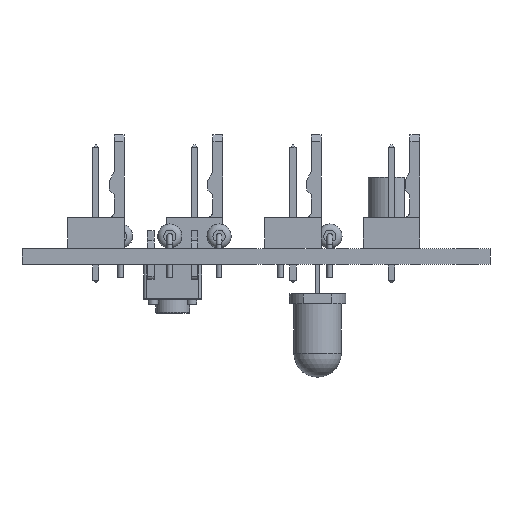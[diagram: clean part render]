
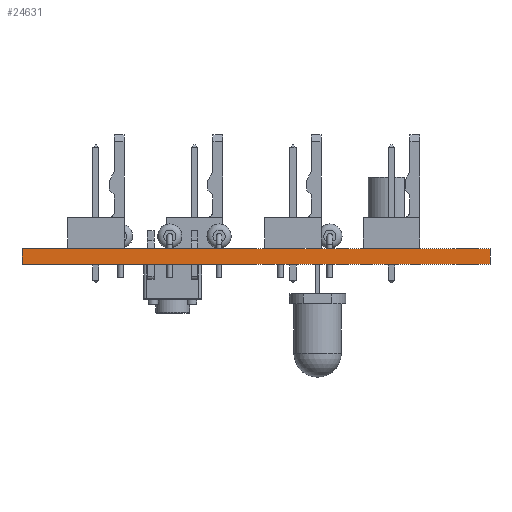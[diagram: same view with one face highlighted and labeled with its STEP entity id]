
A CAD part, left-side view. The second image highlights one B-rep face of the part: STEP entity #24631.
In plain terms, the highlighted planar face has unit normal (-1, 0, 0).
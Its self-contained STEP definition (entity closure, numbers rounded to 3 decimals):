
#24515 = EDGE_CURVE('',#24516,#24518,#24520,.T.);
#24516 = VERTEX_POINT('',#24517);
#24517 = CARTESIAN_POINT('',(152.4,-74.93,0.));
#24518 = VERTEX_POINT('',#24519);
#24519 = CARTESIAN_POINT('',(152.4,-74.93,1.6));
#24520 = SURFACE_CURVE('',#24521,(#24525,#24537),.PCURVE_S1.);
#24521 = LINE('',#24522,#24523);
#24522 = CARTESIAN_POINT('',(152.4,-74.93,0.));
#24523 = VECTOR('',#24524,1.);
#24524 = DIRECTION('',(0.,0.,1.));
#24525 = PCURVE('',#24526,#24531);
#24526 = PLANE('',#24527);
#24527 = AXIS2_PLACEMENT_3D('',#24528,#24529,#24530);
#24528 = CARTESIAN_POINT('',(152.4,-74.93,0.));
#24529 = DIRECTION('',(0.,1.,0.));
#24530 = DIRECTION('',(1.,0.,0.));
#24531 = DEFINITIONAL_REPRESENTATION('',(#24532),#24536);
#24532 = LINE('',#24533,#24534);
#24533 = CARTESIAN_POINT('',(0.,0.));
#24534 = VECTOR('',#24535,1.);
#24535 = DIRECTION('',(0.,-1.));
#24536 = ( GEOMETRIC_REPRESENTATION_CONTEXT(2) 
PARAMETRIC_REPRESENTATION_CONTEXT() REPRESENTATION_CONTEXT('2D SPACE',''
  ) );
#24537 = PCURVE('',#24538,#24543);
#24538 = PLANE('',#24539);
#24539 = AXIS2_PLACEMENT_3D('',#24540,#24541,#24542);
#24540 = CARTESIAN_POINT('',(152.4,-123.19,0.));
#24541 = DIRECTION('',(-1.,0.,0.));
#24542 = DIRECTION('',(0.,1.,0.));
#24543 = DEFINITIONAL_REPRESENTATION('',(#24544),#24548);
#24544 = LINE('',#24545,#24546);
#24545 = CARTESIAN_POINT('',(48.26,0.));
#24546 = VECTOR('',#24547,1.);
#24547 = DIRECTION('',(0.,-1.));
#24548 = ( GEOMETRIC_REPRESENTATION_CONTEXT(2) 
PARAMETRIC_REPRESENTATION_CONTEXT() REPRESENTATION_CONTEXT('2D SPACE',''
  ) );
#24566 = PLANE('',#24567);
#24567 = AXIS2_PLACEMENT_3D('',#24568,#24569,#24570);
#24568 = CARTESIAN_POINT('',(176.53,-99.06,1.6));
#24569 = DIRECTION('',(-0.,-0.,-1.));
#24570 = DIRECTION('',(-1.,0.,0.));
#24620 = PLANE('',#24621);
#24621 = AXIS2_PLACEMENT_3D('',#24622,#24623,#24624);
#24622 = CARTESIAN_POINT('',(176.53,-99.06,0.));
#24623 = DIRECTION('',(-0.,-0.,-1.));
#24624 = DIRECTION('',(-1.,0.,0.));
#24631 = ADVANCED_FACE('',(#24632),#24538,.T.);
#24632 = FACE_BOUND('',#24633,.T.);
#24633 = EDGE_LOOP('',(#24634,#24664,#24685,#24686));
#24634 = ORIENTED_EDGE('',*,*,#24635,.T.);
#24635 = EDGE_CURVE('',#24636,#24638,#24640,.T.);
#24636 = VERTEX_POINT('',#24637);
#24637 = CARTESIAN_POINT('',(152.4,-123.19,0.));
#24638 = VERTEX_POINT('',#24639);
#24639 = CARTESIAN_POINT('',(152.4,-123.19,1.6));
#24640 = SURFACE_CURVE('',#24641,(#24645,#24652),.PCURVE_S1.);
#24641 = LINE('',#24642,#24643);
#24642 = CARTESIAN_POINT('',(152.4,-123.19,0.));
#24643 = VECTOR('',#24644,1.);
#24644 = DIRECTION('',(0.,0.,1.));
#24645 = PCURVE('',#24538,#24646);
#24646 = DEFINITIONAL_REPRESENTATION('',(#24647),#24651);
#24647 = LINE('',#24648,#24649);
#24648 = CARTESIAN_POINT('',(0.,0.));
#24649 = VECTOR('',#24650,1.);
#24650 = DIRECTION('',(0.,-1.));
#24651 = ( GEOMETRIC_REPRESENTATION_CONTEXT(2) 
PARAMETRIC_REPRESENTATION_CONTEXT() REPRESENTATION_CONTEXT('2D SPACE',''
  ) );
#24652 = PCURVE('',#24653,#24658);
#24653 = PLANE('',#24654);
#24654 = AXIS2_PLACEMENT_3D('',#24655,#24656,#24657);
#24655 = CARTESIAN_POINT('',(200.66,-123.19,0.));
#24656 = DIRECTION('',(0.,-1.,0.));
#24657 = DIRECTION('',(-1.,0.,0.));
#24658 = DEFINITIONAL_REPRESENTATION('',(#24659),#24663);
#24659 = LINE('',#24660,#24661);
#24660 = CARTESIAN_POINT('',(48.26,0.));
#24661 = VECTOR('',#24662,1.);
#24662 = DIRECTION('',(0.,-1.));
#24663 = ( GEOMETRIC_REPRESENTATION_CONTEXT(2) 
PARAMETRIC_REPRESENTATION_CONTEXT() REPRESENTATION_CONTEXT('2D SPACE',''
  ) );
#24664 = ORIENTED_EDGE('',*,*,#24665,.T.);
#24665 = EDGE_CURVE('',#24638,#24518,#24666,.T.);
#24666 = SURFACE_CURVE('',#24667,(#24671,#24678),.PCURVE_S1.);
#24667 = LINE('',#24668,#24669);
#24668 = CARTESIAN_POINT('',(152.4,-123.19,1.6));
#24669 = VECTOR('',#24670,1.);
#24670 = DIRECTION('',(0.,1.,0.));
#24671 = PCURVE('',#24538,#24672);
#24672 = DEFINITIONAL_REPRESENTATION('',(#24673),#24677);
#24673 = LINE('',#24674,#24675);
#24674 = CARTESIAN_POINT('',(0.,-1.6));
#24675 = VECTOR('',#24676,1.);
#24676 = DIRECTION('',(1.,0.));
#24677 = ( GEOMETRIC_REPRESENTATION_CONTEXT(2) 
PARAMETRIC_REPRESENTATION_CONTEXT() REPRESENTATION_CONTEXT('2D SPACE',''
  ) );
#24678 = PCURVE('',#24566,#24679);
#24679 = DEFINITIONAL_REPRESENTATION('',(#24680),#24684);
#24680 = LINE('',#24681,#24682);
#24681 = CARTESIAN_POINT('',(24.13,-24.13));
#24682 = VECTOR('',#24683,1.);
#24683 = DIRECTION('',(0.,1.));
#24684 = ( GEOMETRIC_REPRESENTATION_CONTEXT(2) 
PARAMETRIC_REPRESENTATION_CONTEXT() REPRESENTATION_CONTEXT('2D SPACE',''
  ) );
#24685 = ORIENTED_EDGE('',*,*,#24515,.F.);
#24686 = ORIENTED_EDGE('',*,*,#24687,.F.);
#24687 = EDGE_CURVE('',#24636,#24516,#24688,.T.);
#24688 = SURFACE_CURVE('',#24689,(#24693,#24700),.PCURVE_S1.);
#24689 = LINE('',#24690,#24691);
#24690 = CARTESIAN_POINT('',(152.4,-123.19,0.));
#24691 = VECTOR('',#24692,1.);
#24692 = DIRECTION('',(0.,1.,0.));
#24693 = PCURVE('',#24538,#24694);
#24694 = DEFINITIONAL_REPRESENTATION('',(#24695),#24699);
#24695 = LINE('',#24696,#24697);
#24696 = CARTESIAN_POINT('',(0.,0.));
#24697 = VECTOR('',#24698,1.);
#24698 = DIRECTION('',(1.,0.));
#24699 = ( GEOMETRIC_REPRESENTATION_CONTEXT(2) 
PARAMETRIC_REPRESENTATION_CONTEXT() REPRESENTATION_CONTEXT('2D SPACE',''
  ) );
#24700 = PCURVE('',#24620,#24701);
#24701 = DEFINITIONAL_REPRESENTATION('',(#24702),#24706);
#24702 = LINE('',#24703,#24704);
#24703 = CARTESIAN_POINT('',(24.13,-24.13));
#24704 = VECTOR('',#24705,1.);
#24705 = DIRECTION('',(0.,1.));
#24706 = ( GEOMETRIC_REPRESENTATION_CONTEXT(2) 
PARAMETRIC_REPRESENTATION_CONTEXT() REPRESENTATION_CONTEXT('2D SPACE',''
  ) );
